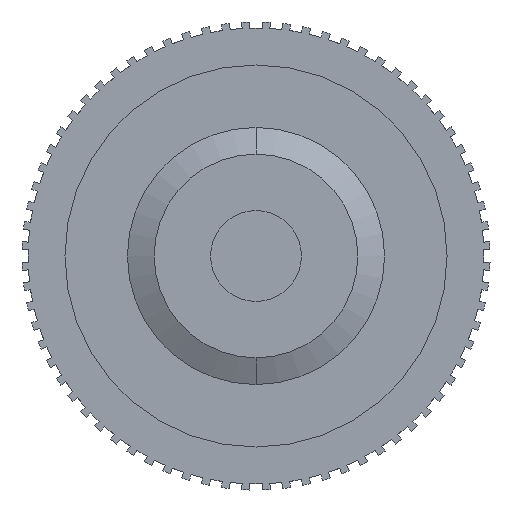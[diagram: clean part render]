
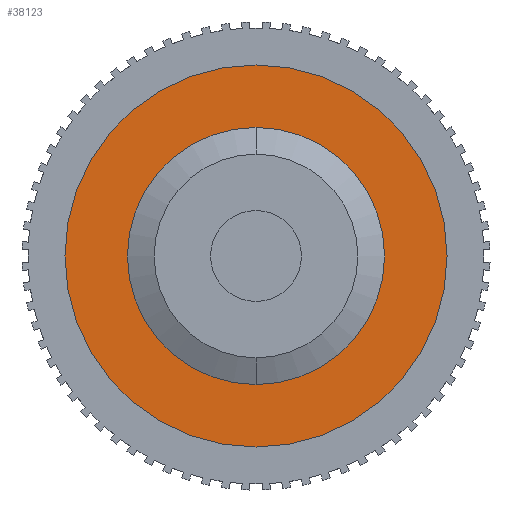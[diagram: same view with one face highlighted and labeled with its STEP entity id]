
A CAD part, front view. The second image highlights one B-rep face of the part: STEP entity #38123.
In plain terms, the highlighted planar face has unit normal (0, -1, 0).
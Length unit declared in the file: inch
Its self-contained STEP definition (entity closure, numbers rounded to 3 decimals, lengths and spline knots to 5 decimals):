
#1501 = AXIS2_PLACEMENT_3D ( 'NONE', #8988, #22316, #35934 ) ;
#1687 = AXIS2_PLACEMENT_3D ( 'NONE', #12869, #43069, #29750 ) ;
#2766 = CIRCLE ( 'NONE', #1501, 0.1575 ) ;
#2822 = DIRECTION ( 'NONE',  ( 0., -1., 0. ) ) ;
#8018 = CARTESIAN_POINT ( 'NONE',  ( 0., -0.045, 0. ) ) ;
#8988 = CARTESIAN_POINT ( 'NONE',  ( 0., -0.045, 0. ) ) ;
#9147 = PLANE ( 'NONE',  #39759 ) ;
#10570 = VERTEX_POINT ( 'NONE', #30066 ) ;
#11790 = ORIENTED_EDGE ( 'NONE', *, *, #37654, .T. ) ;
#12373 = DIRECTION ( 'NONE',  ( 0., -1., 0. ) ) ;
#12425 = CIRCLE ( 'NONE', #1687, 0.1575 ) ;
#12869 = CARTESIAN_POINT ( 'NONE',  ( 0., -0.045, 0. ) ) ;
#12952 = EDGE_CURVE ( 'NONE', #10570, #22533, #33490, .T. ) ;
#16781 = AXIS2_PLACEMENT_3D ( 'NONE', #19971, #2822, #20110 ) ;
#17443 = AXIS2_PLACEMENT_3D ( 'NONE', #8018, #24421, #41273 ) ;
#17883 = VERTEX_POINT ( 'NONE', #37902 ) ;
#18435 = EDGE_CURVE ( 'NONE', #22533, #10570, #41338, .T. ) ;
#18797 = CARTESIAN_POINT ( 'NONE',  ( 0., -0.045, 0.1575 ) ) ;
#18961 = CARTESIAN_POINT ( 'NONE',  ( 0., -0.045, 0. ) ) ;
#19971 = CARTESIAN_POINT ( 'NONE',  ( 0., -0.045, 0. ) ) ;
#20110 = DIRECTION ( 'NONE',  ( 0., 0., -1. ) ) ;
#20583 = CARTESIAN_POINT ( 'NONE',  ( 0., -0.045, 0.084 ) ) ;
#22316 = DIRECTION ( 'NONE',  ( 0., -1., 0. ) ) ;
#22533 = VERTEX_POINT ( 'NONE', #20583 ) ;
#24421 = DIRECTION ( 'NONE',  ( 0., -1., 0. ) ) ;
#28789 = EDGE_LOOP ( 'NONE', ( #32994, #11790 ) ) ;
#29656 = FACE_BOUND ( 'NONE', #35190, .T. ) ;
#29750 = DIRECTION ( 'NONE',  ( 0., 0., -1. ) ) ;
#30066 = CARTESIAN_POINT ( 'NONE',  ( 0., -0.045, -0.084 ) ) ;
#32994 = ORIENTED_EDGE ( 'NONE', *, *, #33836, .T. ) ;
#33490 = CIRCLE ( 'NONE', #16781, 0.084 ) ;
#33686 = VERTEX_POINT ( 'NONE', #18797 ) ;
#33836 = EDGE_CURVE ( 'NONE', #33686, #17883, #2766, .T. ) ;
#35117 = ORIENTED_EDGE ( 'NONE', *, *, #12952, .F. ) ;
#35190 = EDGE_LOOP ( 'NONE', ( #35553, #35117 ) ) ;
#35553 = ORIENTED_EDGE ( 'NONE', *, *, #18435, .F. ) ;
#35934 = DIRECTION ( 'NONE',  ( 0., 0., -1. ) ) ;
#37605 = FACE_OUTER_BOUND ( 'NONE', #28789, .T. ) ;
#37654 = EDGE_CURVE ( 'NONE', #17883, #33686, #12425, .T. ) ;
#37902 = CARTESIAN_POINT ( 'NONE',  ( 0., -0.045, -0.1575 ) ) ;
#38123 = ADVANCED_FACE ( 'NONE', ( #29656, #37605 ), #9147, .T. ) ;
#38999 = DIRECTION ( 'NONE',  ( 0., 0., -1. ) ) ;
#39759 = AXIS2_PLACEMENT_3D ( 'NONE', #18961, #12373, #38999 ) ;
#41273 = DIRECTION ( 'NONE',  ( 0., 0., -1. ) ) ;
#41338 = CIRCLE ( 'NONE', #17443, 0.084 ) ;
#43069 = DIRECTION ( 'NONE',  ( 0., -1., 0. ) ) ;
